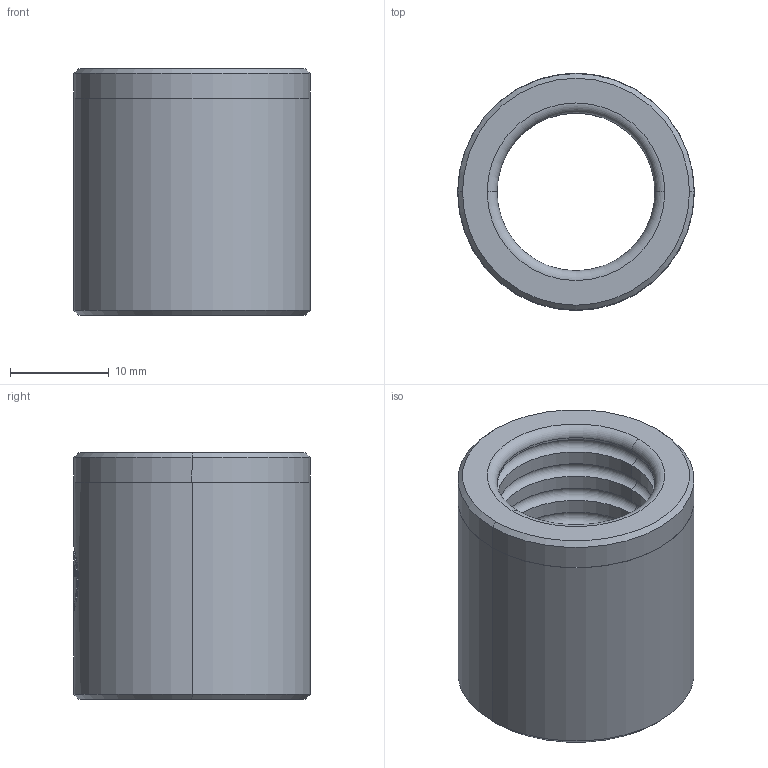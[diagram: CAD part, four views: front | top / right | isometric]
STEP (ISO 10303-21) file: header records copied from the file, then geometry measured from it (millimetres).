
FILE_DESCRIPTION (( 'STEP AP214' ), '1' );
FILE_NAME ('SGBZ-D24-d16-25.step', '2021-07-31T00:50:47', ( 'User' ), ( 'china' ), 'SwSTEP 2.0', 'SolidWorks 2016', '' );
FILE_SCHEMA (( 'AUTOMOTIVE_DESIGN' ));
Length unit declared in the file: millimetre
Products named in the file (1): SGBZ-D24-d16-25
Bounding box: 24 x 24 x 25 mm (x, y, z)
Volume: 5893.8 mm3; surface area: 3915.2 mm2
Topology: 1 solids, 1 shells, 69 faces, 152 edges, 88 vertices
Faces by surface type: cylinder 34, torus 20, plane 11, cone 4
Entity records: 2174 total; most frequent: CARTESIAN_POINT 616, DIRECTION 344, ORIENTED_EDGE 304, EDGE_CURVE 152, AXIS2_PLACEMENT_3D 146, VERTEX_POINT 88, CIRCLE 76, EDGE_LOOP 74
